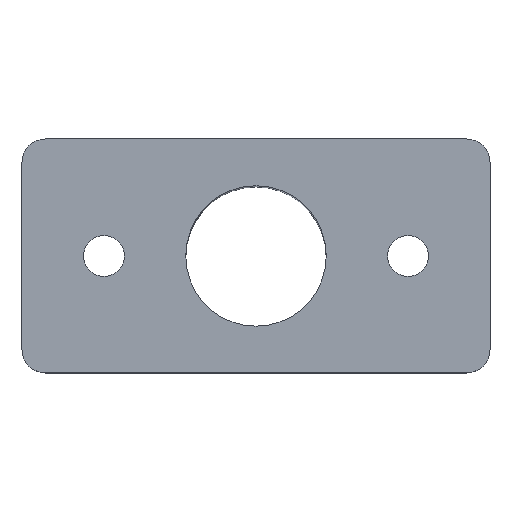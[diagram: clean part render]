
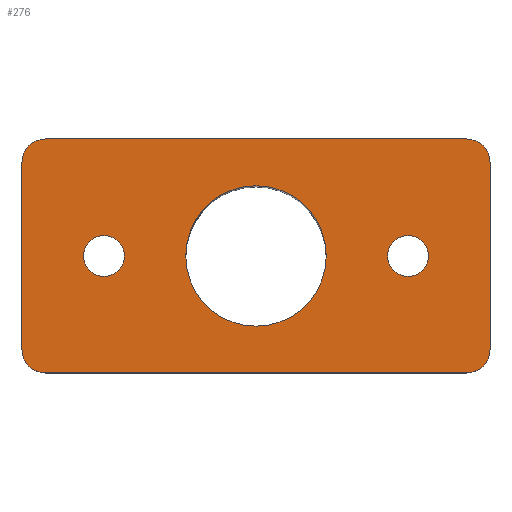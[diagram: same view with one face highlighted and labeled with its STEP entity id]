
A CAD part, top view. The second image highlights one B-rep face of the part: STEP entity #276.
In plain terms, the highlighted planar face has unit normal (0, 0, 1).
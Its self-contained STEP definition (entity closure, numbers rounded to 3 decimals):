
#19=FACE_BOUND('',#63,.T.);
#20=FACE_BOUND('',#64,.T.);
#21=FACE_BOUND('',#65,.T.);
#28=PLANE('',#321);
#43=FACE_OUTER_BOUND('',#62,.T.);
#62=EDGE_LOOP('',(#243,#244,#245,#246,#247,#248,#249,#250));
#63=EDGE_LOOP('',(#251));
#64=EDGE_LOOP('',(#252));
#65=EDGE_LOOP('',(#253));
#72=LINE('',#438,#92);
#78=LINE('',#453,#98);
#84=LINE('',#478,#104);
#85=LINE('',#480,#105);
#92=VECTOR('',#352,10.);
#98=VECTOR('',#368,10.);
#104=VECTOR('',#400,10.);
#105=VECTOR('',#403,10.);
#106=CIRCLE('',#292,2.);
#114=CIRCLE('',#303,2.);
#115=CIRCLE('',#305,2.);
#116=CIRCLE('',#308,2.);
#119=CIRCLE('',#314,1.75);
#120=CIRCLE('',#316,1.75);
#121=CIRCLE('',#318,6.);
#122=VERTEX_POINT('',#408);
#123=VERTEX_POINT('',#409);
#135=VERTEX_POINT('',#437);
#136=VERTEX_POINT('',#441);
#137=VERTEX_POINT('',#445);
#138=VERTEX_POINT('',#446);
#139=VERTEX_POINT('',#451);
#140=VERTEX_POINT('',#455);
#143=VERTEX_POINT('',#466);
#144=VERTEX_POINT('',#470);
#145=VERTEX_POINT('',#474);
#146=EDGE_CURVE('',#122,#123,#106,.T.);
#160=EDGE_CURVE('',#135,#123,#72,.T.);
#162=EDGE_CURVE('',#135,#136,#114,.T.);
#164=EDGE_CURVE('',#137,#138,#115,.T.);
#168=EDGE_CURVE('',#137,#139,#78,.T.);
#169=EDGE_CURVE('',#140,#139,#116,.T.);
#174=EDGE_CURVE('',#143,#143,#119,.T.);
#176=EDGE_CURVE('',#144,#144,#120,.T.);
#178=EDGE_CURVE('',#145,#145,#121,.T.);
#180=EDGE_CURVE('',#122,#138,#84,.T.);
#181=EDGE_CURVE('',#140,#136,#85,.T.);
#243=ORIENTED_EDGE('',*,*,#146,.F.);
#244=ORIENTED_EDGE('',*,*,#180,.T.);
#245=ORIENTED_EDGE('',*,*,#164,.F.);
#246=ORIENTED_EDGE('',*,*,#168,.T.);
#247=ORIENTED_EDGE('',*,*,#169,.F.);
#248=ORIENTED_EDGE('',*,*,#181,.T.);
#249=ORIENTED_EDGE('',*,*,#162,.F.);
#250=ORIENTED_EDGE('',*,*,#160,.T.);
#251=ORIENTED_EDGE('',*,*,#178,.T.);
#252=ORIENTED_EDGE('',*,*,#176,.T.);
#253=ORIENTED_EDGE('',*,*,#174,.T.);
#276=ADVANCED_FACE('',(#43,#19,#20,#21),#28,.T.);
#292=AXIS2_PLACEMENT_3D('',#410,#326,#327);
#303=AXIS2_PLACEMENT_3D('',#442,#356,#357);
#305=AXIS2_PLACEMENT_3D('',#447,#361,#362);
#308=AXIS2_PLACEMENT_3D('',#456,#371,#372);
#314=AXIS2_PLACEMENT_3D('',#467,#385,#386);
#316=AXIS2_PLACEMENT_3D('',#471,#390,#391);
#318=AXIS2_PLACEMENT_3D('',#475,#395,#396);
#321=AXIS2_PLACEMENT_3D('',#481,#404,#405);
#326=DIRECTION('center_axis',(0.,0.,-1.));
#327=DIRECTION('ref_axis',(-0.707,-0.707,0.));
#352=DIRECTION('',(0.,-1.,0.));
#356=DIRECTION('center_axis',(0.,0.,-1.));
#357=DIRECTION('ref_axis',(-0.707,0.707,0.));
#361=DIRECTION('center_axis',(0.,0.,-1.));
#362=DIRECTION('ref_axis',(0.707,-0.707,0.));
#368=DIRECTION('',(0.,1.,0.));
#371=DIRECTION('center_axis',(0.,0.,-1.));
#372=DIRECTION('ref_axis',(0.707,0.707,0.));
#385=DIRECTION('center_axis',(0.,0.,-1.));
#386=DIRECTION('ref_axis',(1.,0.,0.));
#390=DIRECTION('center_axis',(0.,0.,-1.));
#391=DIRECTION('ref_axis',(1.,0.,0.));
#395=DIRECTION('center_axis',(0.,0.,-1.));
#396=DIRECTION('ref_axis',(1.,0.,0.));
#400=DIRECTION('',(1.,0.,0.));
#403=DIRECTION('',(-1.,0.,0.));
#404=DIRECTION('center_axis',(0.,0.,1.));
#405=DIRECTION('ref_axis',(1.,0.,0.));
#408=CARTESIAN_POINT('',(-18.,-10.,3.2));
#409=CARTESIAN_POINT('',(-20.,-8.,3.2));
#410=CARTESIAN_POINT('Origin',(-18.,-8.,3.2));
#437=CARTESIAN_POINT('',(-20.,8.,3.2));
#438=CARTESIAN_POINT('',(-20.,10.,3.2));
#441=CARTESIAN_POINT('',(-18.,10.,3.2));
#442=CARTESIAN_POINT('Origin',(-18.,8.,3.2));
#445=CARTESIAN_POINT('',(20.,-8.,3.2));
#446=CARTESIAN_POINT('',(18.,-10.,3.2));
#447=CARTESIAN_POINT('Origin',(18.,-8.,3.2));
#451=CARTESIAN_POINT('',(20.,8.,3.2));
#453=CARTESIAN_POINT('',(20.,-10.,3.2));
#455=CARTESIAN_POINT('',(18.,10.,3.2));
#456=CARTESIAN_POINT('Origin',(18.,8.,3.2));
#466=CARTESIAN_POINT('',(-14.75,0.,3.2));
#467=CARTESIAN_POINT('Origin',(-13.,0.,3.2));
#470=CARTESIAN_POINT('',(11.25,0.,3.2));
#471=CARTESIAN_POINT('Origin',(13.,0.,3.2));
#474=CARTESIAN_POINT('',(-6.,0.,3.2));
#475=CARTESIAN_POINT('Origin',(0.,0.,3.2));
#478=CARTESIAN_POINT('',(-20.,-10.,3.2));
#480=CARTESIAN_POINT('',(20.,10.,3.2));
#481=CARTESIAN_POINT('Origin',(0.,0.,3.2));
